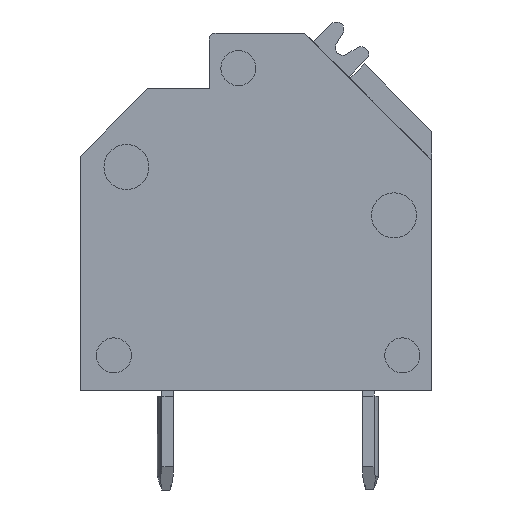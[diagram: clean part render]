
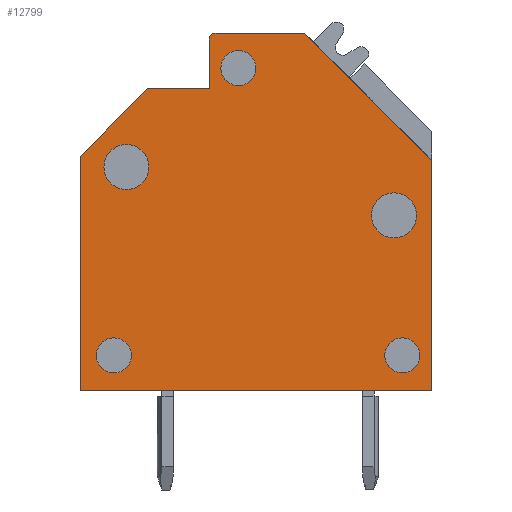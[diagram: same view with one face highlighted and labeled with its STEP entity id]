
A CAD part, left-side view. The second image highlights one B-rep face of the part: STEP entity #12799.
In plain terms, the highlighted planar face has unit normal (-1, 0, 0).
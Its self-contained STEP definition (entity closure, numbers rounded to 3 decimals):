
#747=CIRCLE('',#13945,0.6);
#748=CIRCLE('',#13946,0.77);
#749=CIRCLE('',#13947,0.6);
#750=CIRCLE('',#13948,0.6);
#751=CIRCLE('',#13949,0.77);
#752=CIRCLE('',#13950,0.2);
#3818=ORIENTED_EDGE('',*,*,#6012,.F.);
#3819=ORIENTED_EDGE('',*,*,#6013,.F.);
#3820=ORIENTED_EDGE('',*,*,#6014,.F.);
#3821=ORIENTED_EDGE('',*,*,#6015,.F.);
#3822=ORIENTED_EDGE('',*,*,#6016,.F.);
#3823=ORIENTED_EDGE('',*,*,#5994,.F.);
#3824=ORIENTED_EDGE('',*,*,#5980,.F.);
#3825=ORIENTED_EDGE('',*,*,#6008,.F.);
#3826=ORIENTED_EDGE('',*,*,#6017,.T.);
#3827=ORIENTED_EDGE('',*,*,#6005,.F.);
#3828=ORIENTED_EDGE('',*,*,#5991,.F.);
#3829=ORIENTED_EDGE('',*,*,#6004,.F.);
#3830=ORIENTED_EDGE('',*,*,#6002,.F.);
#3831=ORIENTED_EDGE('',*,*,#5999,.F.);
#5980=EDGE_CURVE('',#7324,#7325,#8635,.T.);
#5991=EDGE_CURVE('',#7333,#7334,#8643,.T.);
#5994=EDGE_CURVE('',#7325,#7336,#8646,.T.);
#5999=EDGE_CURVE('',#7336,#7339,#8651,.T.);
#6002=EDGE_CURVE('',#7339,#7340,#8654,.T.);
#6004=EDGE_CURVE('',#7340,#7333,#8656,.T.);
#6005=EDGE_CURVE('',#7334,#7341,#8657,.T.);
#6008=EDGE_CURVE('',#7342,#7324,#8660,.T.);
#6012=EDGE_CURVE('',#7344,#7344,#747,.T.);
#6013=EDGE_CURVE('',#7345,#7345,#748,.T.);
#6014=EDGE_CURVE('',#7346,#7346,#749,.T.);
#6015=EDGE_CURVE('',#7347,#7347,#750,.T.);
#6016=EDGE_CURVE('',#7348,#7348,#751,.T.);
#6017=EDGE_CURVE('',#7342,#7341,#752,.F.);
#7324=VERTEX_POINT('',#21077);
#7325=VERTEX_POINT('',#21079);
#7333=VERTEX_POINT('',#21098);
#7334=VERTEX_POINT('',#21100);
#7336=VERTEX_POINT('',#21106);
#7339=VERTEX_POINT('',#21115);
#7340=VERTEX_POINT('',#21120);
#7341=VERTEX_POINT('',#21126);
#7342=VERTEX_POINT('',#21130);
#7344=VERTEX_POINT('',#21140);
#7345=VERTEX_POINT('',#21142);
#7346=VERTEX_POINT('',#21144);
#7347=VERTEX_POINT('',#21146);
#7348=VERTEX_POINT('',#21148);
#8635=LINE('',#21078,#9990);
#8643=LINE('',#21099,#9998);
#8646=LINE('',#21105,#10001);
#8651=LINE('',#21114,#10006);
#8654=LINE('',#21119,#10009);
#8656=LINE('',#21123,#10011);
#8657=LINE('',#21125,#10012);
#8660=LINE('',#21131,#10015);
#9990=VECTOR('',#17126,1000.);
#9998=VECTOR('',#17142,1000.);
#10001=VECTOR('',#17147,1000.);
#10006=VECTOR('',#17154,1000.);
#10009=VECTOR('',#17159,1000.);
#10011=VECTOR('',#17163,1000.);
#10012=VECTOR('',#17166,1000.);
#10015=VECTOR('',#17171,1000.);
#10829=EDGE_LOOP('',(#3818));
#10830=EDGE_LOOP('',(#3819));
#10831=EDGE_LOOP('',(#3820));
#10832=EDGE_LOOP('',(#3821));
#10833=EDGE_LOOP('',(#3822));
#10834=EDGE_LOOP('',(#3823,#3824,#3825,#3826,#3827,#3828,#3829,#3830,#3831));
#11634=FACE_BOUND('',#10829,.T.);
#11635=FACE_BOUND('',#10830,.T.);
#11636=FACE_BOUND('',#10831,.T.);
#11637=FACE_BOUND('',#10832,.T.);
#11638=FACE_BOUND('',#10833,.T.);
#11639=FACE_BOUND('',#10834,.T.);
#12161=PLANE('',#13944);
#12799=ADVANCED_FACE('',(#11634,#11635,#11636,#11637,#11638,#11639),#12161,
 .F.);
#13944=AXIS2_PLACEMENT_3D('',#21138,#17179,#17180);
#13945=AXIS2_PLACEMENT_3D('',#21139,#17181,#17182);
#13946=AXIS2_PLACEMENT_3D('',#21141,#17183,#17184);
#13947=AXIS2_PLACEMENT_3D('',#21143,#17185,#17186);
#13948=AXIS2_PLACEMENT_3D('',#21145,#17187,#17188);
#13949=AXIS2_PLACEMENT_3D('',#21147,#17189,#17190);
#13950=AXIS2_PLACEMENT_3D('',#21149,#17191,#17192);
#17126=DIRECTION('',(0.,-0.707,-0.707));
#17142=DIRECTION('',(0.,-1.,0.));
#17147=DIRECTION('',(0.,0.,-1.));
#17154=DIRECTION('',(0.,1.,0.));
#17159=DIRECTION('',(0.,0.,1.));
#17163=DIRECTION('',(0.,-0.707,0.707));
#17166=DIRECTION('',(0.,0.,1.));
#17171=DIRECTION('',(0.,-1.,0.));
#17179=DIRECTION('',(1.,0.,0.));
#17180=DIRECTION('',(0.,0.,-1.));
#17181=DIRECTION('',(-1.,0.,0.));
#17182=DIRECTION('',(0.,1.,0.));
#17183=DIRECTION('',(-1.,0.,0.));
#17184=DIRECTION('',(0.,1.,0.));
#17185=DIRECTION('',(-1.,0.,0.));
#17186=DIRECTION('',(0.,1.,0.));
#17187=DIRECTION('',(-1.,0.,0.));
#17188=DIRECTION('',(0.,1.,0.));
#17189=DIRECTION('',(-1.,0.,0.));
#17190=DIRECTION('',(0.,1.,0.));
#17191=DIRECTION('',(1.,0.,0.));
#17192=DIRECTION('',(0.,0.,-1.));
#21077=CARTESIAN_POINT('',(-2.005,-1.66,8.2));
#21078=CARTESIAN_POINT('',(-2.005,-1.66,8.2));
#21079=CARTESIAN_POINT('',(-2.005,-6.,3.86));
#21098=CARTESIAN_POINT('',(-2.005,3.7,6.3));
#21099=CARTESIAN_POINT('',(-2.005,1.6,6.3));
#21100=CARTESIAN_POINT('',(-2.005,1.6,6.3));
#21105=CARTESIAN_POINT('',(-2.005,-6.,4.85));
#21106=CARTESIAN_POINT('',(-2.005,-6.,-4.));
#21114=CARTESIAN_POINT('',(-2.005,-6.,-4.));
#21115=CARTESIAN_POINT('',(-2.005,6.,-4.));
#21119=CARTESIAN_POINT('',(-2.005,6.,-4.));
#21120=CARTESIAN_POINT('',(-2.005,6.,4.));
#21123=CARTESIAN_POINT('',(-2.005,3.7,6.3));
#21125=CARTESIAN_POINT('',(-2.005,1.6,8.2));
#21126=CARTESIAN_POINT('',(-2.005,1.6,8.));
#21130=CARTESIAN_POINT('',(-2.005,1.4,8.2));
#21131=CARTESIAN_POINT('',(-2.005,1.6,8.2));
#21138=CARTESIAN_POINT('',(-2.005,0.,0.));
#21139=CARTESIAN_POINT('',(-2.005,0.6,7.006));
#21140=CARTESIAN_POINT('',(-2.005,1.2,7.006));
#21141=CARTESIAN_POINT('',(-2.005,-4.714,1.977));
#21142=CARTESIAN_POINT('',(-2.005,-3.944,1.977));
#21143=CARTESIAN_POINT('',(-2.005,-4.998,-2.804));
#21144=CARTESIAN_POINT('',(-2.005,-4.398,-2.804));
#21145=CARTESIAN_POINT('',(-2.005,4.853,-2.804));
#21146=CARTESIAN_POINT('',(-2.005,5.453,-2.804));
#21147=CARTESIAN_POINT('',(-2.005,4.424,3.628));
#21148=CARTESIAN_POINT('',(-2.005,5.194,3.628));
#21149=CARTESIAN_POINT('',(-2.005,1.4,8.));
